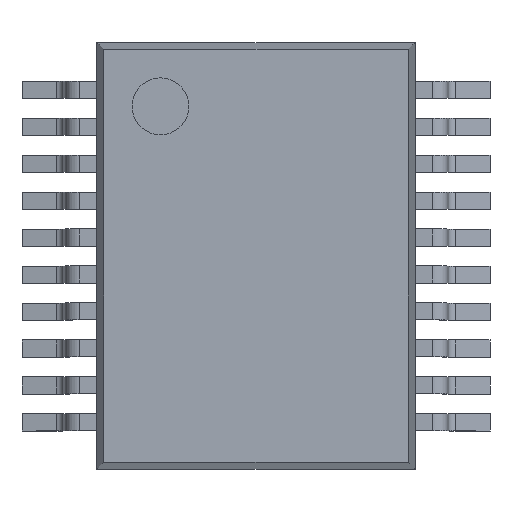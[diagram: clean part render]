
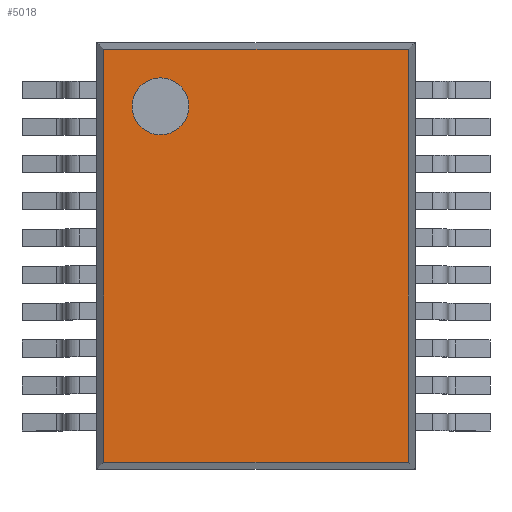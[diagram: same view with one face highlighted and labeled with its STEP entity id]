
A CAD part, top view. The second image highlights one B-rep face of the part: STEP entity #5018.
In plain terms, the highlighted planar face has unit normal (0, 0, 1).
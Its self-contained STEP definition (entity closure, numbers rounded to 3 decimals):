
#119=FACE_BOUND($,#582,.T.);
#121=CIRCLE($,#5358,0.5);
#285=FACE_OUTER_BOUND($,#581,.T.);
#581=EDGE_LOOP($,(#3309,#3310,#3311,#3312));
#582=EDGE_LOOP($,(#3313));
#877=LINE($,#7323,#1465);
#881=LINE($,#7331,#1469);
#884=LINE($,#7337,#1472);
#885=LINE($,#7338,#1473);
#1465=VECTOR($,#5817,5.36);
#1469=VECTOR($,#5823,7.26);
#1472=VECTOR($,#5828,7.26);
#1473=VECTOR($,#5829,5.36);
#2053=VERTEX_POINT($,#7321);
#2054=VERTEX_POINT($,#7322);
#2057=VERTEX_POINT($,#7330);
#2059=VERTEX_POINT($,#7336);
#2060=VERTEX_POINT($,#7339);
#2551=EDGE_CURVE($,#2053,#2054,#877,.T.);
#2555=EDGE_CURVE($,#2054,#2057,#881,.T.);
#2558=EDGE_CURVE($,#2059,#2053,#884,.T.);
#2559=EDGE_CURVE($,#2057,#2059,#885,.T.);
#2560=EDGE_CURVE($,#2060,#2060,#121,.T.);
#3309=ORIENTED_EDGE($,*,*,#2558,.F.);
#3310=ORIENTED_EDGE($,*,*,#2559,.F.);
#3311=ORIENTED_EDGE($,*,*,#2555,.F.);
#3312=ORIENTED_EDGE($,*,*,#2551,.F.);
#3313=ORIENTED_EDGE($,*,*,#2560,.T.);
#4803=PLANE($,#5357);
#5018=ADVANCED_FACE($,(#285,#119),#4803,.F.);
#5357=AXIS2_PLACEMENT_3D($,#7335,#5826,#5827);
#5358=AXIS2_PLACEMENT_3D($,#7340,#5830,#5831);
#5817=DIRECTION($,(1.,0.,0.));
#5823=DIRECTION($,(0.,-1.,0.));
#5826=DIRECTION('center_axis',(0.,0.,-1.));
#5827=DIRECTION('ref_axis',(1.,0.,0.));
#5828=DIRECTION($,(0.,1.,0.));
#5829=DIRECTION($,(-1.,0.,0.));
#5830=DIRECTION('center_axis',(0.,0.,-1.));
#5831=DIRECTION('ref_axis',(1.,0.,0.));
#7321=CARTESIAN_POINT('',(-2.68,3.63,2.005));
#7322=CARTESIAN_POINT('',(2.68,3.63,2.005));
#7323=CARTESIAN_POINT($,(0.,3.63,2.005));
#7330=CARTESIAN_POINT('',(2.68,-3.63,2.005));
#7331=CARTESIAN_POINT($,(2.68,-1.5,2.005));
#7335=CARTESIAN_POINT('Origin',(0.,-1.5,2.005));
#7336=CARTESIAN_POINT('',(-2.68,-3.63,2.005));
#7337=CARTESIAN_POINT($,(-2.68,-1.5,2.005));
#7338=CARTESIAN_POINT($,(0.,-3.63,2.005));
#7339=CARTESIAN_POINT('',(-1.18,2.63,2.005));
#7340=CARTESIAN_POINT('Origin',(-1.68,2.63,2.005));
